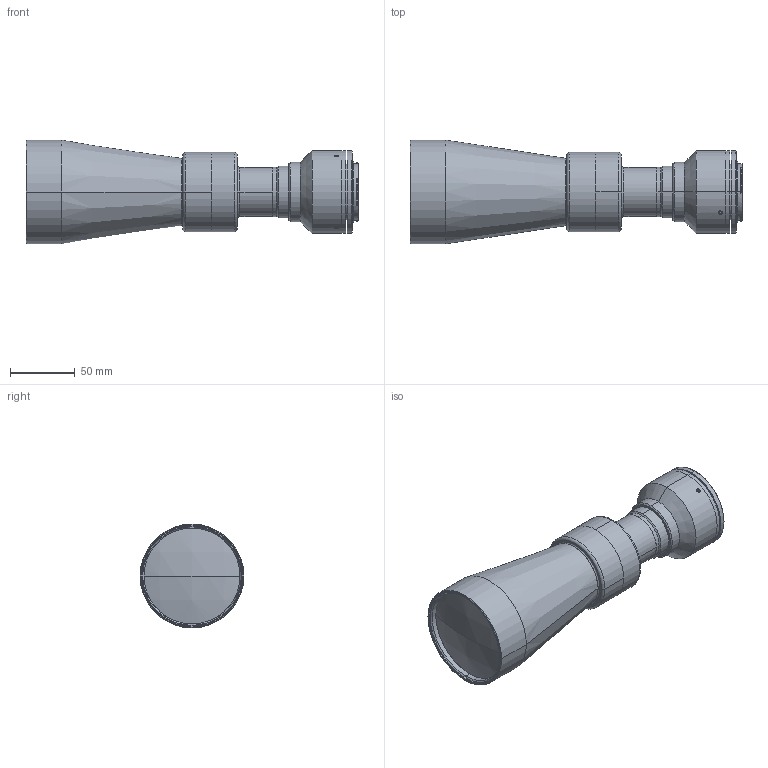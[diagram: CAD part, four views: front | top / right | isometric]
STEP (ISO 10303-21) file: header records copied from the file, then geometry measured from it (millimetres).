
FILE_DESCRIPTION (( 'STEP AP203' ), '1' );
FILE_NAME ('DP71433_TC4MHR056-F.step', '2021-10-05T09:28:43', ( '' ), ( '' ), 'SwSTEP 2.0', 'SolidWorks 2021', '' );
FILE_SCHEMA (( 'CONFIG_CONTROL_DESIGN' ));
Length unit declared in the file: millimetre
Products named in the file (1): DP71433_TC4MHR056-F
Bounding box: 256.01 x 80 x 80 mm (x, y, z)
Surface area: 77317.2 mm2 (no closed solid volume)
Topology: 0 solids, 13 shells, 138 faces, 376 edges, 253 vertices
Faces by surface type: plane 49, cylinder 49, cone 26, torus 12, sphere 2
Entity records: 4680 total; most frequent: CARTESIAN_POINT 1026, DIRECTION 821, ORIENTED_EDGE 636, EDGE_CURVE 376, AXIS2_PLACEMENT_3D 328, VERTEX_POINT 253, CIRCLE 189, LINE 165
